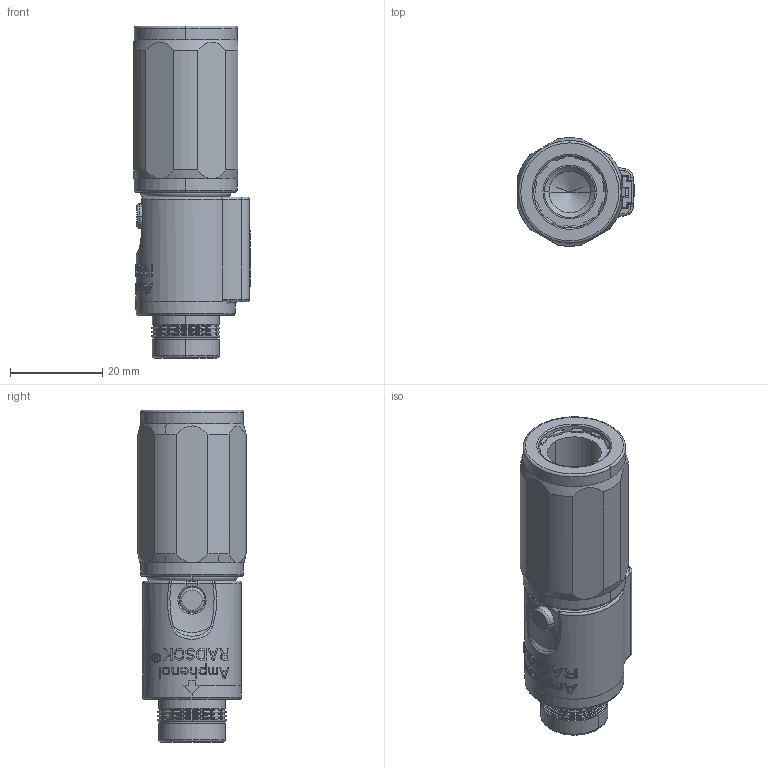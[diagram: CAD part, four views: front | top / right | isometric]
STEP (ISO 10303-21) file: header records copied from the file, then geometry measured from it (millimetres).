
FILE_DESCRIPTION((''),'2;1');
FILE_NAME('10-731951-X01_SW0001','2017-01-13T',('SEVEN.XIE'),(''),'PRO/ENGINEER BY PARAMETRIC TECHNOLOGY CORPORATION, 2013230','PRO/ENGINEER BY PARAMETRIC TECHNOLOGY CORPORATION, 2013230','');
FILE_SCHEMA(('CONFIG_CONTROL_DESIGN'));
Length unit declared in the file: inch
Products named in the file (1): 10-731951-X01_SW0001
Bounding box: 25.17 x 23.43 x 71.8 mm (x, y, z)
Volume: 19422.3 mm3; surface area: 14369.5 mm2
Topology: 2 solids, 2 shells, 1307 faces, 3653 edges, 2366 vertices
Faces by surface type: plane 957, cylinder 189, torus 84, cone 51, bspline 22, sphere 4
Entity records: 50684 total; most frequent: CARTESIAN_POINT 18470, ORIENTED_EDGE 7302, DIRECTION 5868, EDGE_CURVE 3651, VERTEX_POINT 2366, VECTOR 2076, LINE 2076, AXIS2_PLACEMENT_3D 1896
